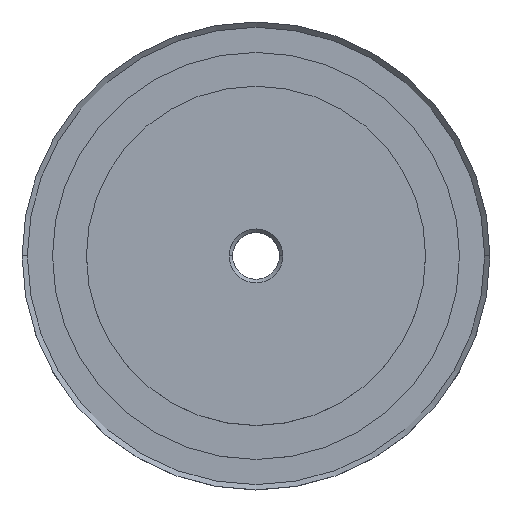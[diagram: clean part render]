
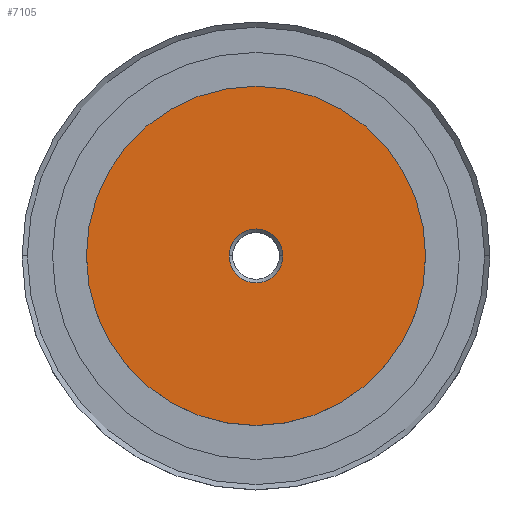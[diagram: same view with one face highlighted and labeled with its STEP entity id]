
A CAD part, top view. The second image highlights one B-rep face of the part: STEP entity #7105.
In plain terms, the highlighted planar face has unit normal (0, 0, 1).
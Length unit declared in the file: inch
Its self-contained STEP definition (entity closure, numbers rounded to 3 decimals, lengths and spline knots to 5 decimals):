
#271 = AXIS2_PLACEMENT_3D ( 'NONE', #9138, #3142, #10149 ) ;
#429 = CARTESIAN_POINT ( 'NONE',  ( 0., 0., 0.5 ) ) ;
#609 = CARTESIAN_POINT ( 'NONE',  ( 0.2875, 0., 0.5 ) ) ;
#1486 = CARTESIAN_POINT ( 'NONE',  ( -0.2875, 0., 0.5 ) ) ;
#1786 = AXIS2_PLACEMENT_3D ( 'NONE', #1897, #8918, #2923 ) ;
#1897 = CARTESIAN_POINT ( 'NONE',  ( 0., 0., 0.5 ) ) ;
#2323 = EDGE_CURVE ( 'NONE', #7666, #7350, #12274, .T. ) ;
#2455 = PLANE ( 'NONE',  #3481 ) ;
#2923 = DIRECTION ( 'NONE',  ( 1., 0., 0. ) ) ;
#3142 = DIRECTION ( 'NONE',  ( 0., 0., 1. ) ) ;
#3257 = AXIS2_PLACEMENT_3D ( 'NONE', #9296, #3293, #10299 ) ;
#3293 = DIRECTION ( 'NONE',  ( 0., 0., 1. ) ) ;
#3447 = DIRECTION ( 'NONE',  ( 1., 0., 0. ) ) ;
#3481 = AXIS2_PLACEMENT_3D ( 'NONE', #429, #9448, #3447 ) ;
#4030 = CARTESIAN_POINT ( 'NONE',  ( 1.8125, 0., 0.5 ) ) ;
#5148 = CIRCLE ( 'NONE', #9639, 0.2875 ) ;
#5302 = VERTEX_POINT ( 'NONE', #1486 ) ;
#5828 = CARTESIAN_POINT ( 'NONE',  ( 0., 0., 0.5 ) ) ;
#6065 = EDGE_CURVE ( 'NONE', #7350, #7666, #8669, .T. ) ;
#6270 = EDGE_LOOP ( 'NONE', ( #10398, #7434 ) ) ;
#6851 = DIRECTION ( 'NONE',  ( 1., 0., 0. ) ) ;
#7105 = ADVANCED_FACE ( 'NONE', ( #12049, #7377 ), #2455, .T. ) ;
#7350 = VERTEX_POINT ( 'NONE', #8525 ) ;
#7377 = FACE_OUTER_BOUND ( 'NONE', #10211, .T. ) ;
#7434 = ORIENTED_EDGE ( 'NONE', *, *, #8374, .F. ) ;
#7666 = VERTEX_POINT ( 'NONE', #4030 ) ;
#7714 = ORIENTED_EDGE ( 'NONE', *, *, #6065, .T. ) ;
#7916 = VERTEX_POINT ( 'NONE', #609 ) ;
#8374 = EDGE_CURVE ( 'NONE', #5302, #7916, #9882, .T. ) ;
#8525 = CARTESIAN_POINT ( 'NONE',  ( -1.8125, 0., 0.5 ) ) ;
#8669 = CIRCLE ( 'NONE', #1786, 1.8125 ) ;
#8918 = DIRECTION ( 'NONE',  ( 0., 0., 1. ) ) ;
#9138 = CARTESIAN_POINT ( 'NONE',  ( 0., 0., 0.5 ) ) ;
#9145 = ORIENTED_EDGE ( 'NONE', *, *, #2323, .T. ) ;
#9296 = CARTESIAN_POINT ( 'NONE',  ( 0., 0., 0.5 ) ) ;
#9448 = DIRECTION ( 'NONE',  ( 0., 0., 1. ) ) ;
#9639 = AXIS2_PLACEMENT_3D ( 'NONE', #5828, #12833, #6851 ) ;
#9882 = CIRCLE ( 'NONE', #3257, 0.2875 ) ;
#10149 = DIRECTION ( 'NONE',  ( 1., 0., 0. ) ) ;
#10211 = EDGE_LOOP ( 'NONE', ( #7714, #9145 ) ) ;
#10299 = DIRECTION ( 'NONE',  ( 1., 0., 0. ) ) ;
#10398 = ORIENTED_EDGE ( 'NONE', *, *, #11403, .F. ) ;
#11403 = EDGE_CURVE ( 'NONE', #7916, #5302, #5148, .T. ) ;
#12049 = FACE_BOUND ( 'NONE', #6270, .T. ) ;
#12274 = CIRCLE ( 'NONE', #271, 1.8125 ) ;
#12833 = DIRECTION ( 'NONE',  ( 0., 0., 1. ) ) ;
